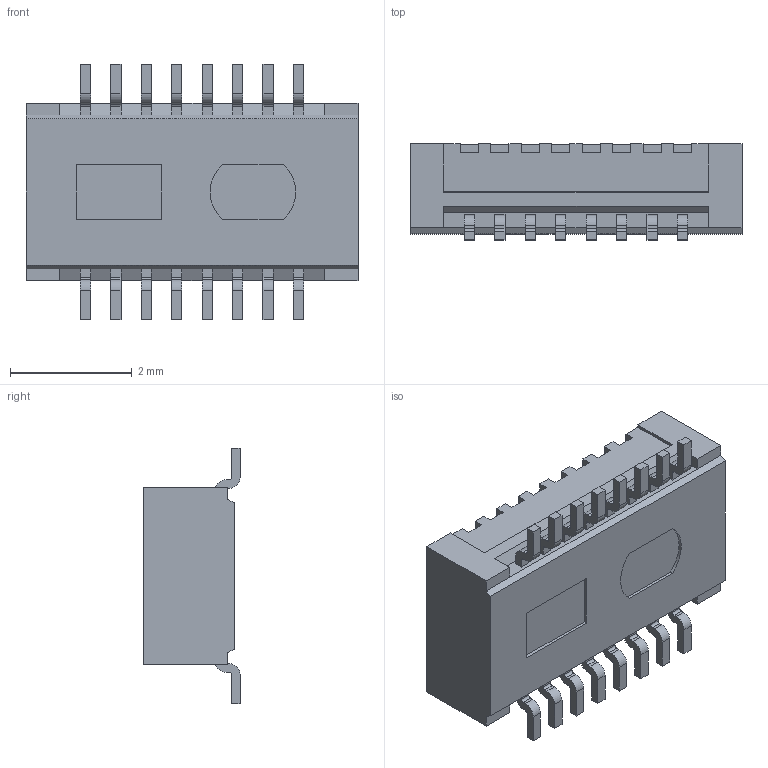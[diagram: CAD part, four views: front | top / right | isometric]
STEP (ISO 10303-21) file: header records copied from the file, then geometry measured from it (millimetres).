
FILE_DESCRIPTION((''),'2;1');
FILE_NAME('5003340160','2016-01-07T',('me'),(''),'PRO/ENGINEER BY PARAMETRIC TECHNOLOGY CORPORATION, 2011490','PRO/ENGINEER BY PARAMETRIC TECHNOLOGY CORPORATION, 2011490','');
FILE_SCHEMA(('CONFIG_CONTROL_DESIGN'));
Length unit declared in the file: millimetre
Products named in the file (1): 5003340160
Bounding box: 5.45 x 1.58 x 4.2 mm (x, y, z)
Volume: 13.3 mm3; surface area: 81.8 mm2
Topology: 1 solids, 1 shells, 350 faces, 1050 edges, 720 vertices
Faces by surface type: plane 280, cylinder 70
Entity records: 11645 total; most frequent: CARTESIAN_POINT 2057, ORIENTED_EDGE 1972, DIRECTION 1892, EDGE_CURVE 986, VECTOR 910, LINE 910, VERTEX_POINT 656, AXIS2_PLACEMENT_3D 491
